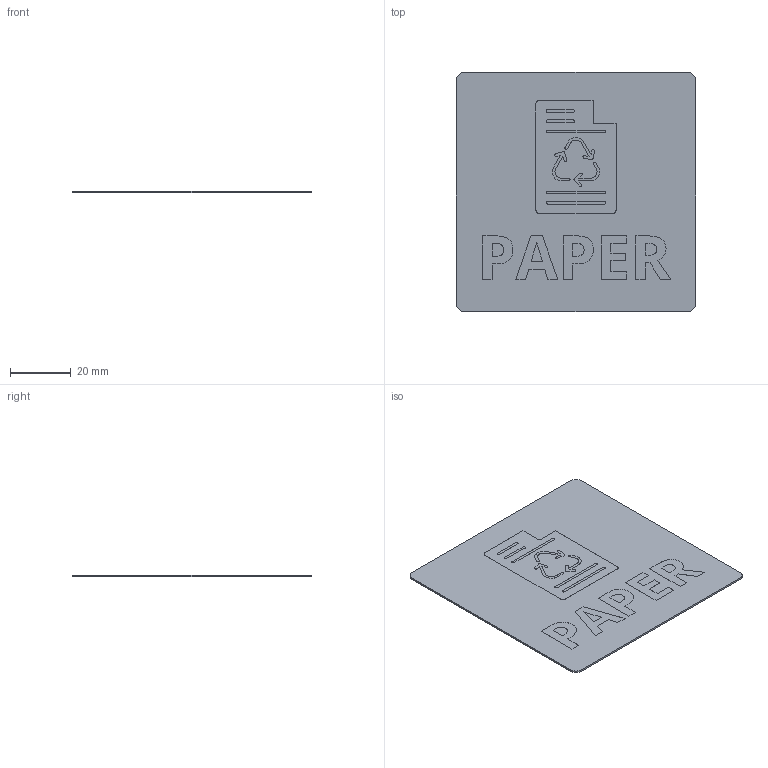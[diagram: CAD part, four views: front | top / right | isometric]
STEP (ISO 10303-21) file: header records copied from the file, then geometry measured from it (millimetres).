
FILE_DESCRIPTION(/* description */ ('STEP AP242','CAx-IF Rec.Pracs.---Representation and Presentation of Product Manufacturing Information (PMI)---4.0---2014-10-13','CAx-IF Rec.Pracs.---3D Tessellated Geometry---0.4---2014-09-14','2;1'),/* implementation_level */ '2;1');
FILE_NAME(/* name */ '650b0a2a7ecea07fa33c7ff9',/* time_stamp */ '2023-09-20T15:05:15Z',/* author */ (''),/* organization */ (''),/* preprocessor_version */ 'ST-DEVELOPER v19.4',/* originating_system */ ' ',/* authorisation */ ' ');
FILE_SCHEMA (('AP242_MANAGED_MODEL_BASED_3D_ENGINEERING_MIM_LF { 1 0 10303 442 1 1 4 }'));
Length unit declared in the file: metre
Products named in the file (7): Part 7; Part 6; Part 5; Part 4; Part 3; Part 2; Part 1
Bounding box: 79 x 79 x 0.6 mm (x, y, z)
Volume: 3741.4 mm3; surface area: 15480 mm2
Topology: 7 solids, 7 shells, 374 faces, 1026 edges, 684 vertices
Faces by surface type: plane 210, bspline 160, cylinder 4
Entity records: 12692 total; most frequent: CARTESIAN_POINT 4059, ORIENTED_EDGE 2052, DIRECTION 1156, EDGE_CURVE 1026, LINE 698, VECTOR 698, VERTEX_POINT 684, EDGE_LOOP 416
